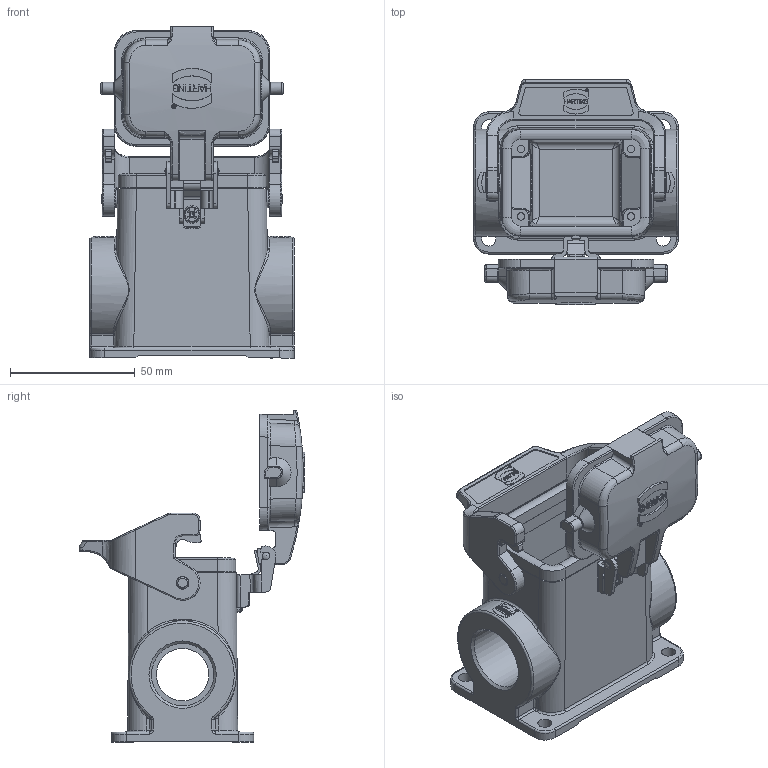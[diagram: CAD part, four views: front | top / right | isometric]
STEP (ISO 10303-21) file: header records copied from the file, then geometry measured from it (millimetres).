
FILE_DESCRIPTION(/* description */ (''),/* implementation_level */ '2;1');
FILE_NAME(/* name */ '100584156ugm000_c.stp',/* time_stamp */ '2017-11-03T15:38:22+01:00',/* author */ (''),/* organization */ (''),/* preprocessor_version */ 'ST-DEVELOPER v16',/* originating_system */ 'SIEMENS PLM Software NX 10.0',/* authorisation */ '');
FILE_SCHEMA (('AUTOMOTIVE_DESIGN { 1 0 10303 214 3 1 1 1 }'));
Products named in the file (1): 100584156ugm000_c
Bounding box: 82 x 90.54 x 133.11 mm (x, y, z)
Volume: 135204.2 mm3; surface area: 62457.8 mm2
Topology: 3 solids, 4 shells, 1332 faces, 4074 edges, 3415 vertices
Faces by surface type: plane 711, cylinder 375, bspline 159, cone 37, torus 34, sphere 12, extrusion 4
Full cylindrical faces by diameter (mm): 0.88 x2, 0.95 x1, 1.04 x2, 1.05 x1, 1.52 x1, 1.68 x1, 3 x6, 4 x3, 4.8 x2, 5.1 x2, 5.6 x4, 7 x3, 21 x2, 25 x2
Entity records: 61613 total; most frequent: CARTESIAN_POINT 17250, ORIENTED_EDGE 6770, DIRECTION 6402, EDGE_CURVE 3385, VERTEX_POINT 2192, AXIS2_PLACEMENT_3D 2169, VECTOR 2064, LINE 2060
